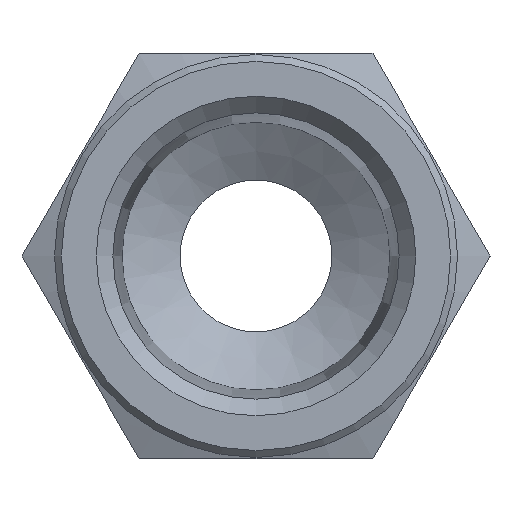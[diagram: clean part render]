
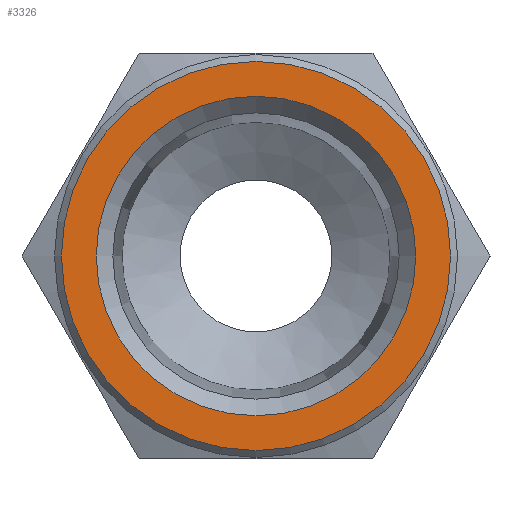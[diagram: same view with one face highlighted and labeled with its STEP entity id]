
A CAD part, left-side view. The second image highlights one B-rep face of the part: STEP entity #3326.
In plain terms, the highlighted planar face has unit normal (-1, 0, 0).
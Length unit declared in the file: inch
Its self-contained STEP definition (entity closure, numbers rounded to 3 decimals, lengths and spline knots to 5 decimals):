
#3255=CARTESIAN_POINT('',(0.0,0.,0.345));
#3256=VERTEX_POINT('',#3255);
#3257=CARTESIAN_POINT('',(0.0,0.0,0.0));
#3258=DIRECTION('',(1.0,0.0,0.0));
#3259=DIRECTION('',(0.0,0.0,-1.0));
#3260=AXIS2_PLACEMENT_3D('',#3257,#3258,#3259);
#3261=CIRCLE('',#3260,0.345);
#3262=EDGE_CURVE('',#3256,#3256,#3261,.T.);
#3283=CARTESIAN_POINT('',(0.0,-0.42,0.));
#3284=VERTEX_POINT('',#3283);
#3285=CARTESIAN_POINT('',(0.0,0.0,0.0));
#3286=DIRECTION('',(1.0,0.0,0.0));
#3287=DIRECTION('',(0.0,1.0,0.0));
#3288=AXIS2_PLACEMENT_3D('',#3285,#3286,#3287);
#3289=CIRCLE('',#3288,0.42);
#3290=EDGE_CURVE('',#3284,#3284,#3289,.T.);
#3315=CARTESIAN_POINT('',(0.0,0.,0.));
#3316=DIRECTION('',(1.0,0.0,0.0));
#3317=DIRECTION('',(0.0,0.0,-1.0));
#3318=AXIS2_PLACEMENT_3D('',#3315,#3316,#3317);
#3319=PLANE('',#3318);
#3320=ORIENTED_EDGE('',*,*,#3290,.F.);
#3321=EDGE_LOOP('',(#3320));
#3322=FACE_OUTER_BOUND('',#3321,.T.);
#3323=ORIENTED_EDGE('',*,*,#3262,.T.);
#3324=EDGE_LOOP('',(#3323));
#3325=FACE_BOUND('',#3324,.T.);
#3326=ADVANCED_FACE('',(#3322,#3325),#3319,.F.);
